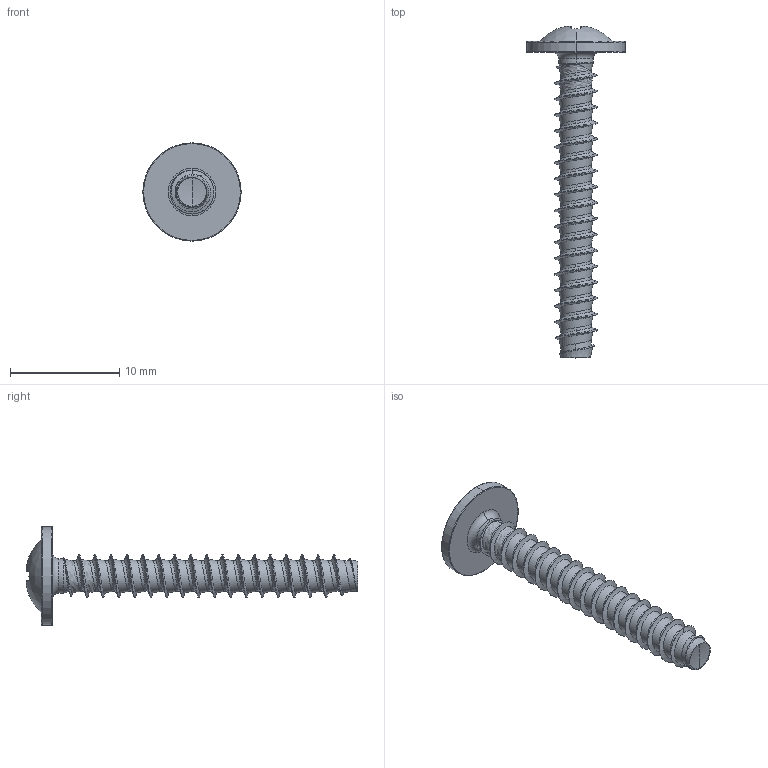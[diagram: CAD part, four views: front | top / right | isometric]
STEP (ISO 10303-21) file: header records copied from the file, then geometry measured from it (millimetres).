
FILE_DESCRIPTION (( 'STEP AP203' ), '1' );
FILE_NAME ('STP210400280.STEP', '2020-09-03T11:39:33', ( '' ), ( '' ), 'SwSTEP 2.0', 'SolidWorks 2015', '' );
FILE_SCHEMA (( 'CONFIG_CONTROL_DESIGN' ));
Length unit declared in the file: millimetre
Products named in the file (2): STP210400280
Bounding box: 9 x 30.42 x 9 mm (x, y, z)
Volume: 289.9 mm3; surface area: 582.3 mm2
Topology: 1 solids, 1 shells, 204 faces, 497 edges, 296 vertices
Faces by surface type: cylinder 62, bspline 55, plane 31, torus 30, sphere 20, cone 6
Entity records: 36938 total; most frequent: CARTESIAN_POINT 32575, ORIENTED_EDGE 990, DIRECTION 776, EDGE_CURVE 495, AXIS2_PLACEMENT_3D 336, VERTEX_POINT 296, EDGE_LOOP 207, ADVANCED_FACE 204
